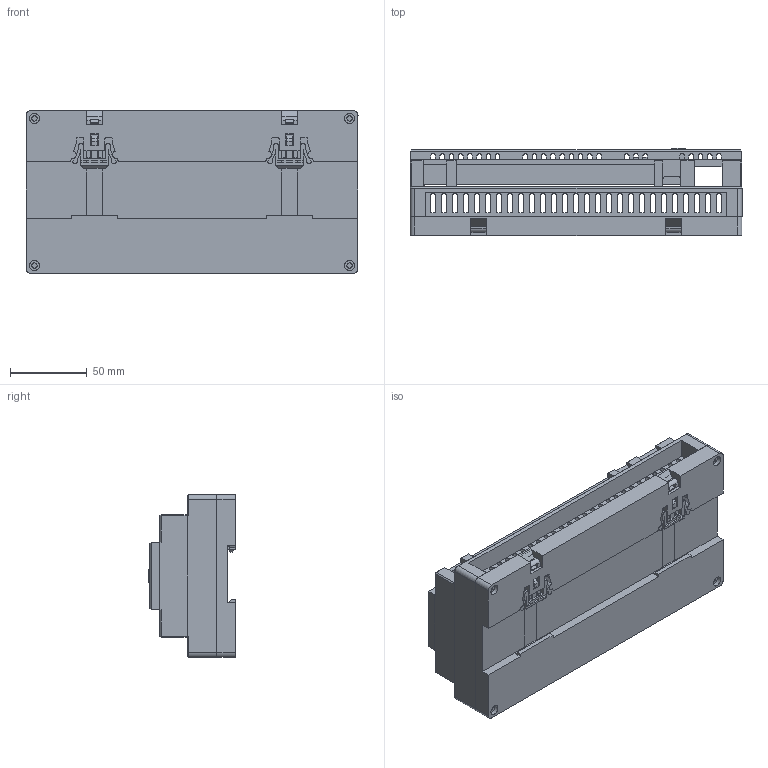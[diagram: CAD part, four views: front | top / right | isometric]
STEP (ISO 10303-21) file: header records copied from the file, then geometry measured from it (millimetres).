
FILE_DESCRIPTION(/* description */ (''),/* implementation_level */ '2;1');
FILE_NAME(/* name */ 'esp v0.7 case.step',/* time_stamp */ '2024-04-06T11:30:14+02:00',/* author */ (''),/* organization */ (''),/* preprocessor_version */ 'ST-DEVELOPER v20',/* originating_system */ 'Autodesk Translation Framework v12.20.1.177',/* authorisation */ '');
FILE_SCHEMA (('AUTOMOTIVE_DESIGN { 1 0 10303 214 3 1 1 }','TECHNICAL_DATA_PACKAGING','INTEGRATED_CNC_SCHEMA','MODEL_BASED_INTEGRATED_MANUFACTURING_SCHEMA'));
Length unit declared in the file: millimetre
Products named in the file (6): Case ESP; button v0.3; front case; back case; DXMG-WALL-CLIP; oled mount (1)
Assembly tree (6 placements, depth 2):
  Case ESP
    button v0.3
    front case
    back case
    DXMG-WALL-CLIP  x2
    oled mount (1)
Bounding box: 216 x 56.8 x 105.8 mm (x, y, z)
Volume: 250796.8 mm3; surface area: 188037 mm2
Topology: 8 solids, 8 shells, 1420 faces, 3997 edges, 2627 vertices
Faces by surface type: plane 1092, cylinder 292, cone 32, bspline 4
Full cylindrical faces by diameter (mm): 2.5 x8, 3.5 x16, 4.5 x3, 5 x1, 6.5 x4
Entity records: 44294 total; most frequent: CARTESIAN_POINT 8351, ORIENTED_EDGE 7554, DIRECTION 7055, EDGE_CURVE 3777, LINE 3155, VECTOR 3155, VERTEX_POINT 2481, AXIS2_PLACEMENT_3D 1950
